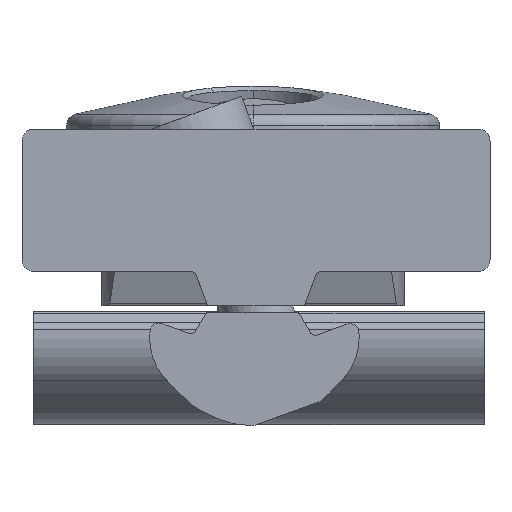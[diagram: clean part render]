
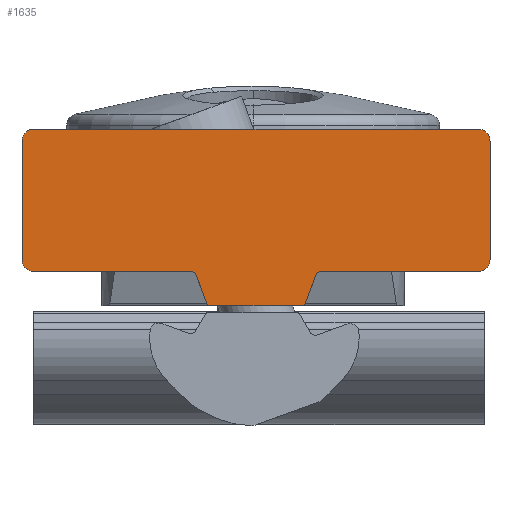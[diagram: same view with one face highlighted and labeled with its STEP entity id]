
A CAD part, front view. The second image highlights one B-rep face of the part: STEP entity #1635.
In plain terms, the highlighted planar face has unit normal (0, -1, 0).
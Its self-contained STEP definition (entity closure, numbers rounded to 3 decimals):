
#123 = ORIENTED_EDGE ( 'NONE', *, *, #11046, .T. ) ;
#155 = LINE ( 'NONE', #3201, #5528 ) ;
#289 = VERTEX_POINT ( 'NONE', #5642 ) ;
#306 = FACE_OUTER_BOUND ( 'NONE', #11937, .T. ) ;
#1059 = EDGE_CURVE ( 'NONE', #1990, #8456, #8558, .T. ) ;
#1093 = EDGE_CURVE ( 'NONE', #4239, #12140, #7126, .T. ) ;
#1244 = EDGE_CURVE ( 'NONE', #8890, #1697, #3817, .T. ) ;
#1292 = ORIENTED_EDGE ( 'NONE', *, *, #1902, .T. ) ;
#1360 = CARTESIAN_POINT ( 'NONE',  ( -19.75, -100., -1. ) ) ;
#1488 = CIRCLE ( 'NONE', #1899, 0.25 ) ;
#1499 = CARTESIAN_POINT ( 'NONE',  ( -18.75, -100., -12. ) ) ;
#1526 = CARTESIAN_POINT ( 'NONE',  ( -5.498, -100., -12.5 ) ) ;
#1558 = CARTESIAN_POINT ( 'NONE',  ( -18.75, -100., 0. ) ) ;
#1635 = ADVANCED_FACE ( 'NONE', ( #306 ), #7155, .T. ) ;
#1697 = VERTEX_POINT ( 'NONE', #1558 ) ;
#1699 = CARTESIAN_POINT ( 'NONE',  ( 18.75, -100., -12. ) ) ;
#1715 = CARTESIAN_POINT ( 'NONE',  ( -18.75, -100., 0. ) ) ;
#1899 = AXIS2_PLACEMENT_3D ( 'NONE', #11365, #11424, #12263 ) ;
#1902 = EDGE_CURVE ( 'NONE', #8456, #7659, #155, .T. ) ;
#1990 = VERTEX_POINT ( 'NONE', #9752 ) ;
#2243 = DIRECTION ( 'NONE',  ( 0., 1., 0. ) ) ;
#2370 = LINE ( 'NONE', #11019, #11794 ) ;
#2551 = VERTEX_POINT ( 'NONE', #1699 ) ;
#2621 = CARTESIAN_POINT ( 'NONE',  ( 3.921, -100., -14.65 ) ) ;
#2925 = ORIENTED_EDGE ( 'NONE', *, *, #11639, .T. ) ;
#3032 = ORIENTED_EDGE ( 'NONE', *, *, #3383, .T. ) ;
#3074 = EDGE_CURVE ( 'NONE', #12140, #3388, #6115, .T. ) ;
#3132 = AXIS2_PLACEMENT_3D ( 'NONE', #3800, #9621, #9564 ) ;
#3186 = VECTOR ( 'NONE', #11004, 1000. ) ;
#3192 = CARTESIAN_POINT ( 'NONE',  ( 5.502, -100., -12. ) ) ;
#3201 = CARTESIAN_POINT ( 'NONE',  ( -5.028, -100., -12.329 ) ) ;
#3383 = EDGE_CURVE ( 'NONE', #3388, #4584, #9178, .T. ) ;
#3388 = VERTEX_POINT ( 'NONE', #6039 ) ;
#3428 = ORIENTED_EDGE ( 'NONE', *, *, #11057, .T. ) ;
#3533 = VERTEX_POINT ( 'NONE', #5433 ) ;
#3585 = ORIENTED_EDGE ( 'NONE', *, *, #3074, .T. ) ;
#3645 = DIRECTION ( 'NONE',  ( 1., 0., 0. ) ) ;
#3800 = CARTESIAN_POINT ( 'NONE',  ( 18.75, -100., -1. ) ) ;
#3813 = VERTEX_POINT ( 'NONE', #11186 ) ;
#3817 = LINE ( 'NONE', #1715, #5598 ) ;
#3826 = AXIS2_PLACEMENT_3D ( 'NONE', #4124, #7920, #7860 ) ;
#3946 = CIRCLE ( 'NONE', #3132, 1. ) ;
#4124 = CARTESIAN_POINT ( 'NONE',  ( 18.75, -100., -11. ) ) ;
#4140 = VECTOR ( 'NONE', #11945, 1000. ) ;
#4144 = LINE ( 'NONE', #3192, #8282 ) ;
#4180 = DIRECTION ( 'NONE',  ( 1., 0., 0. ) ) ;
#4206 = EDGE_CURVE ( 'NONE', #7659, #4239, #1488, .T. ) ;
#4239 = VERTEX_POINT ( 'NONE', #4691 ) ;
#4427 = CARTESIAN_POINT ( 'NONE',  ( -18.75, -100., -12. ) ) ;
#4584 = VERTEX_POINT ( 'NONE', #8061 ) ;
#4691 = CARTESIAN_POINT ( 'NONE',  ( -3.917, -100., -14.9 ) ) ;
#4889 = ORIENTED_EDGE ( 'NONE', *, *, #5061, .T. ) ;
#5061 = EDGE_CURVE ( 'NONE', #3533, #8890, #3946, .T. ) ;
#5236 = CIRCLE ( 'NONE', #6008, 1. ) ;
#5240 = CARTESIAN_POINT ( 'NONE',  ( 18.75, -100., 0. ) ) ;
#5303 = ORIENTED_EDGE ( 'NONE', *, *, #1244, .T. ) ;
#5383 = CARTESIAN_POINT ( 'NONE',  ( 3.921, -100., -14.9 ) ) ;
#5433 = CARTESIAN_POINT ( 'NONE',  ( 19.75, -100., -1. ) ) ;
#5528 = VECTOR ( 'NONE', #7014, 1000. ) ;
#5598 = VECTOR ( 'NONE', #7621, 1000. ) ;
#5642 = CARTESIAN_POINT ( 'NONE',  ( 5.502, -100., -12. ) ) ;
#5952 = LINE ( 'NONE', #7755, #8602 ) ;
#6008 = AXIS2_PLACEMENT_3D ( 'NONE', #10356, #7394, #8384 ) ;
#6039 = CARTESIAN_POINT ( 'NONE',  ( 4.156, -100., -14.736 ) ) ;
#6115 = CIRCLE ( 'NONE', #7307, 0.25 ) ;
#6177 = ORIENTED_EDGE ( 'NONE', *, *, #8187, .T. ) ;
#6361 = CARTESIAN_POINT ( 'NONE',  ( -18.75, -100., -1. ) ) ;
#6770 = VERTEX_POINT ( 'NONE', #1499 ) ;
#7014 = DIRECTION ( 'NONE',  ( 0.342, 0., -0.94 ) ) ;
#7126 = LINE ( 'NONE', #7184, #3186 ) ;
#7155 = PLANE ( 'NONE',  #7697 ) ;
#7184 = CARTESIAN_POINT ( 'NONE',  ( -3.917, -100., -14.9 ) ) ;
#7211 = CIRCLE ( 'NONE', #3826, 1. ) ;
#7234 = EDGE_CURVE ( 'NONE', #289, #2551, #4144, .T. ) ;
#7307 = AXIS2_PLACEMENT_3D ( 'NONE', #2621, #11450, #9439 ) ;
#7394 = DIRECTION ( 'NONE',  ( 0., -1., 0. ) ) ;
#7425 = CIRCLE ( 'NONE', #8009, 1. ) ;
#7621 = DIRECTION ( 'NONE',  ( -1., 0., 0. ) ) ;
#7659 = VERTEX_POINT ( 'NONE', #11679 ) ;
#7697 = AXIS2_PLACEMENT_3D ( 'NONE', #10924, #10978, #4180 ) ;
#7755 = CARTESIAN_POINT ( 'NONE',  ( -19.75, -100., -1. ) ) ;
#7808 = DIRECTION ( 'NONE',  ( 1., 0., 0. ) ) ;
#7860 = DIRECTION ( 'NONE',  ( 1., 0., 0. ) ) ;
#7920 = DIRECTION ( 'NONE',  ( 0., -1., 0. ) ) ;
#7969 = CARTESIAN_POINT ( 'NONE',  ( 4.156, -100., -14.736 ) ) ;
#7997 = DIRECTION ( 'NONE',  ( -1., 0., 0. ) ) ;
#7998 = EDGE_CURVE ( 'NONE', #6770, #1990, #12248, .T. ) ;
#8009 = AXIS2_PLACEMENT_3D ( 'NONE', #6361, #8159, #9042 ) ;
#8061 = CARTESIAN_POINT ( 'NONE',  ( 5.032, -100., -12.329 ) ) ;
#8099 = CARTESIAN_POINT ( 'NONE',  ( -19.75, -100., -11. ) ) ;
#8143 = DIRECTION ( 'NONE',  ( -1., 0., 0. ) ) ;
#8159 = DIRECTION ( 'NONE',  ( 0., -1., 0. ) ) ;
#8161 = CARTESIAN_POINT ( 'NONE',  ( -5.028, -100., -12.329 ) ) ;
#8187 = EDGE_CURVE ( 'NONE', #2551, #3813, #7211, .T. ) ;
#8282 = VECTOR ( 'NONE', #7808, 1000. ) ;
#8384 = DIRECTION ( 'NONE',  ( 1., 0., 0. ) ) ;
#8442 = ORIENTED_EDGE ( 'NONE', *, *, #1059, .T. ) ;
#8456 = VERTEX_POINT ( 'NONE', #8161 ) ;
#8558 = CIRCLE ( 'NONE', #9180, 0.5 ) ;
#8580 = ORIENTED_EDGE ( 'NONE', *, *, #7234, .T. ) ;
#8602 = VECTOR ( 'NONE', #11470, 1000. ) ;
#8802 = VECTOR ( 'NONE', #3645, 1000. ) ;
#8852 = VERTEX_POINT ( 'NONE', #1360 ) ;
#8890 = VERTEX_POINT ( 'NONE', #5240 ) ;
#9042 = DIRECTION ( 'NONE',  ( 1., 0., 0. ) ) ;
#9178 = LINE ( 'NONE', #7969, #4140 ) ;
#9180 = AXIS2_PLACEMENT_3D ( 'NONE', #1526, #12095, #7997 ) ;
#9439 = DIRECTION ( 'NONE',  ( 1., 0., 0. ) ) ;
#9564 = DIRECTION ( 'NONE',  ( -1., 0., 0. ) ) ;
#9621 = DIRECTION ( 'NONE',  ( 0., -1., 0. ) ) ;
#9752 = CARTESIAN_POINT ( 'NONE',  ( -5.498, -100., -12. ) ) ;
#10356 = CARTESIAN_POINT ( 'NONE',  ( -18.75, -100., -11. ) ) ;
#10547 = ORIENTED_EDGE ( 'NONE', *, *, #1093, .T. ) ;
#10690 = ORIENTED_EDGE ( 'NONE', *, *, #7998, .T. ) ;
#10777 = CIRCLE ( 'NONE', #11387, 0.5 ) ;
#10843 = CARTESIAN_POINT ( 'NONE',  ( 5.502, -100., -12.5 ) ) ;
#10877 = ORIENTED_EDGE ( 'NONE', *, *, #12162, .T. ) ;
#10924 = CARTESIAN_POINT ( 'NONE',  ( 18.75, -100., -11. ) ) ;
#10975 = ORIENTED_EDGE ( 'NONE', *, *, #11723, .T. ) ;
#10978 = DIRECTION ( 'NONE',  ( 0., -1., 0. ) ) ;
#11004 = DIRECTION ( 'NONE',  ( 1., 0., 0. ) ) ;
#11019 = CARTESIAN_POINT ( 'NONE',  ( 19.75, -100., -1. ) ) ;
#11046 = EDGE_CURVE ( 'NONE', #4584, #289, #10777, .T. ) ;
#11057 = EDGE_CURVE ( 'NONE', #3813, #3533, #2370, .T. ) ;
#11186 = CARTESIAN_POINT ( 'NONE',  ( 19.75, -100., -11. ) ) ;
#11251 = ORIENTED_EDGE ( 'NONE', *, *, #4206, .T. ) ;
#11336 = VERTEX_POINT ( 'NONE', #8099 ) ;
#11365 = CARTESIAN_POINT ( 'NONE',  ( -3.917, -100., -14.65 ) ) ;
#11387 = AXIS2_PLACEMENT_3D ( 'NONE', #10843, #2243, #8143 ) ;
#11424 = DIRECTION ( 'NONE',  ( 0., -1., 0. ) ) ;
#11450 = DIRECTION ( 'NONE',  ( 0., -1., 0. ) ) ;
#11470 = DIRECTION ( 'NONE',  ( 0., 0., -1. ) ) ;
#11639 = EDGE_CURVE ( 'NONE', #11336, #6770, #5236, .T. ) ;
#11679 = CARTESIAN_POINT ( 'NONE',  ( -4.152, -100., -14.736 ) ) ;
#11723 = EDGE_CURVE ( 'NONE', #8852, #11336, #5952, .T. ) ;
#11794 = VECTOR ( 'NONE', #11988, 1000. ) ;
#11937 = EDGE_LOOP ( 'NONE', ( #6177, #3428, #4889, #5303, #10877, #10975, #2925, #10690, #8442, #1292, #11251, #10547, #3585, #3032, #123, #8580 ) ) ;
#11945 = DIRECTION ( 'NONE',  ( 0.342, 0., 0.94 ) ) ;
#11988 = DIRECTION ( 'NONE',  ( 0., 0., 1. ) ) ;
#12095 = DIRECTION ( 'NONE',  ( 0., 1., 0. ) ) ;
#12140 = VERTEX_POINT ( 'NONE', #5383 ) ;
#12162 = EDGE_CURVE ( 'NONE', #1697, #8852, #7425, .T. ) ;
#12248 = LINE ( 'NONE', #4427, #8802 ) ;
#12263 = DIRECTION ( 'NONE',  ( 1., 0., 0. ) ) ;
